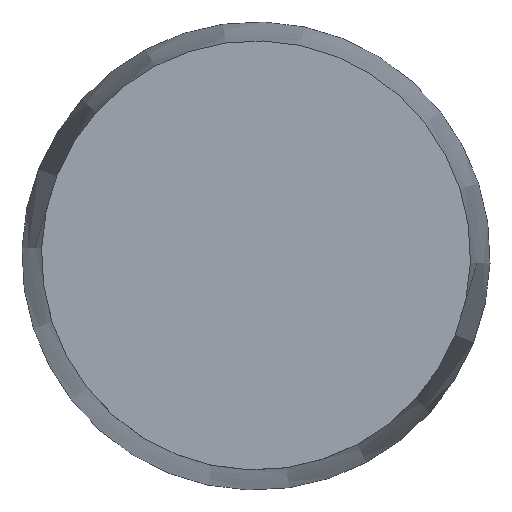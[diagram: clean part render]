
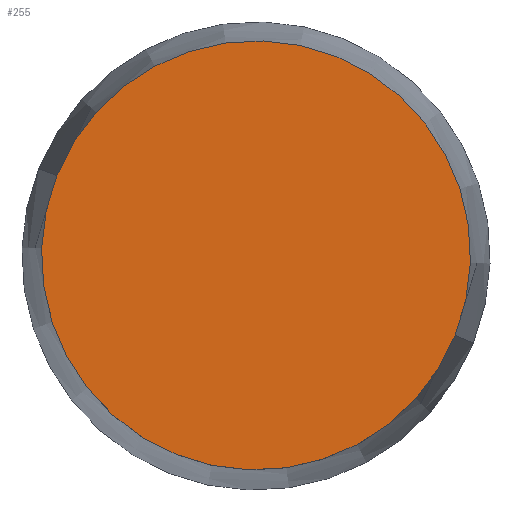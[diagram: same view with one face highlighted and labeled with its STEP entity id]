
A CAD part, top view. The second image highlights one B-rep face of the part: STEP entity #255.
In plain terms, the highlighted planar face has unit normal (0, 0, 1).
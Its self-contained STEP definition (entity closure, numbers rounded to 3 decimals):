
#54=AXIS2_PLACEMENT_3D('Circle Axis2P3D',#52,#53,$) ;
#86=AXIS2_PLACEMENT_3D('Circle Axis2P3D',#84,#85,$) ;
#249=AXIS2_PLACEMENT_3D('Plane Axis2P3D',#246,#247,#248) ;
#49=CARTESIAN_POINT('Vertex',(33.648,11.975,72.834)) ;
#52=CARTESIAN_POINT('Axis2P3D Location',(18.186,18.186,72.834)) ;
#56=CARTESIAN_POINT('Vertex',(2.725,24.398,72.834)) ;
#84=CARTESIAN_POINT('Axis2P3D Location',(18.186,18.186,72.834)) ;
#246=CARTESIAN_POINT('Axis2P3D Location',(18.186,18.186,72.834)) ;
#53=DIRECTION('Axis2P3D Direction',(0.,0.,-1.)) ;
#85=DIRECTION('Axis2P3D Direction',(0.,0.,-1.)) ;
#247=DIRECTION('Axis2P3D Direction',(0.,0.,-1.)) ;
#248=DIRECTION('Axis2P3D XDirection',(0.993,0.118,0.)) ;
#252=ORIENTED_EDGE('',*,*,#58,.F.) ;
#253=ORIENTED_EDGE('',*,*,#88,.F.) ;
#255=ADVANCED_FACE('ANTENNE_1',(#254),#250,.F.) ;
#55=CIRCLE('generated circle',#54,16.662) ;
#87=CIRCLE('generated circle',#86,16.662) ;
#58=EDGE_CURVE('',#50,#57,#55,.T.) ;
#88=EDGE_CURVE('',#57,#50,#87,.T.) ;
#251=EDGE_LOOP('',(#252,#253)) ;
#254=FACE_OUTER_BOUND('',#251,.T.) ;
#250=PLANE('',#249) ;
#50=VERTEX_POINT('',#49) ;
#57=VERTEX_POINT('',#56) ;
